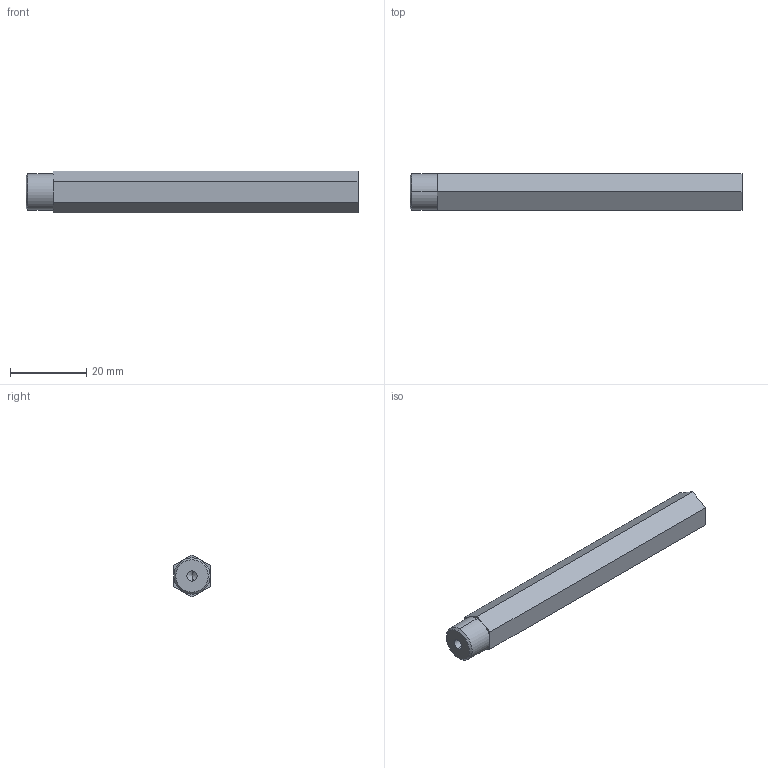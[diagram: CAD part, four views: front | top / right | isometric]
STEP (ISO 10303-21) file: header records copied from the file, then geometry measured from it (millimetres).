
FILE_DESCRIPTION (( 'STEP AP214' ), '1' );
FILE_NAME ('am-4561 MecanAM Drive Axle.STEP', '2022-07-01T14:29:03', ( '' ), ( '' ), 'SwSTEP 2.0', 'SolidWorks 2021', '' );
FILE_SCHEMA (( 'AUTOMOTIVE_DESIGN' ));
Length unit declared in the file: inch
Products named in the file (1): am-4561 MecanAM Drive Axle
Bounding box: 87.11 x 9.53 x 11 mm (x, y, z)
Volume: 6648.7 mm3; surface area: 3204.8 mm2
Topology: 1 solids, 1 shells, 26 faces, 60 edges, 34 vertices
Faces by surface type: plane 14, cone 6, cylinder 6
Entity records: 792 total; most frequent: DIRECTION 130, CARTESIAN_POINT 117, ORIENTED_EDGE 112, EDGE_CURVE 56, AXIS2_PLACEMENT_3D 47, VECTOR 36, LINE 36, VERTEX_POINT 34
